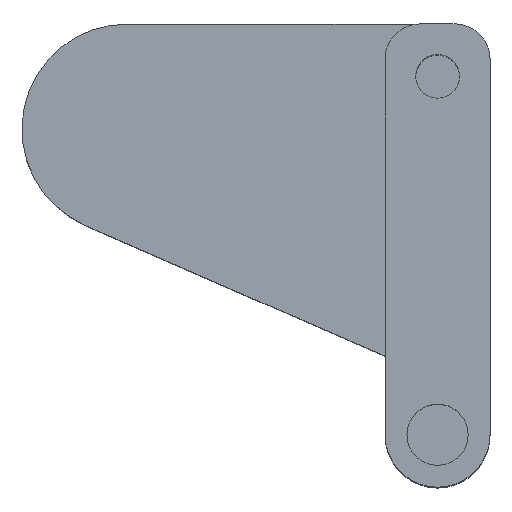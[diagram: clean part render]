
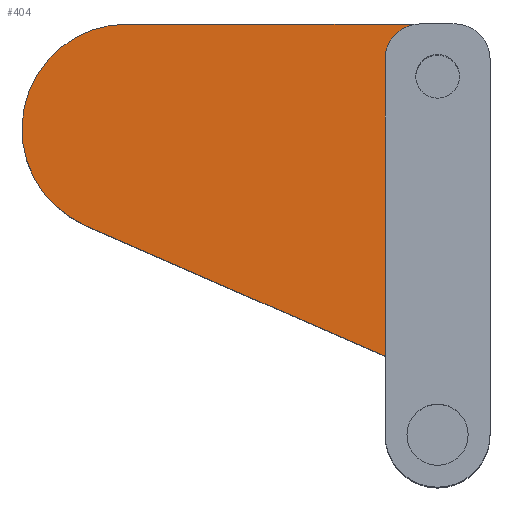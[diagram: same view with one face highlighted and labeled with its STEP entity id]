
A CAD part, top view. The second image highlights one B-rep face of the part: STEP entity #404.
In plain terms, the highlighted planar face has unit normal (0, 0, 1).
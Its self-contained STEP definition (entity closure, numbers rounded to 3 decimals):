
#22=PLANE('',#450);
#48=FACE_OUTER_BOUND('',#73,.T.);
#73=EDGE_LOOP('',(#307,#308,#309,#310,#311));
#101=LINE('',#641,#139);
#104=LINE('',#647,#142);
#105=LINE('',#650,#143);
#139=VECTOR('',#516,10.);
#142=VECTOR('',#521,10.);
#143=VECTOR('',#524,10.);
#176=CIRCLE('',#447,6.);
#178=CIRCLE('',#451,2.);
#198=VERTEX_POINT('',#631);
#199=VERTEX_POINT('',#632);
#202=VERTEX_POINT('',#640);
#204=VERTEX_POINT('',#646);
#205=VERTEX_POINT('',#648);
#237=EDGE_CURVE('',#198,#199,#176,.T.);
#241=EDGE_CURVE('',#202,#199,#101,.T.);
#244=EDGE_CURVE('',#204,#202,#104,.T.);
#245=EDGE_CURVE('',#205,#204,#178,.T.);
#246=EDGE_CURVE('',#205,#198,#105,.T.);
#307=ORIENTED_EDGE('',*,*,#244,.F.);
#308=ORIENTED_EDGE('',*,*,#245,.F.);
#309=ORIENTED_EDGE('',*,*,#246,.T.);
#310=ORIENTED_EDGE('',*,*,#237,.T.);
#311=ORIENTED_EDGE('',*,*,#241,.F.);
#404=ADVANCED_FACE('',(#48),#22,.T.);
#447=AXIS2_PLACEMENT_3D('',#633,#508,#509);
#450=AXIS2_PLACEMENT_3D('',#645,#519,#520);
#451=AXIS2_PLACEMENT_3D('',#649,#522,#523);
#508=DIRECTION('center_axis',(0.,0.,
1.));
#509=DIRECTION('ref_axis',(1.,0.,0.));
#516=DIRECTION('',(-0.916,0.4,0.));
#519=DIRECTION('center_axis',(0.,0.,
1.));
#520=DIRECTION('ref_axis',(1.,0.,0.));
#521=DIRECTION('',(0.,-1.,0.));
#522=DIRECTION('center_axis',(0.,0.,
1.));
#523=DIRECTION('ref_axis',(-0.707,0.707,0.));
#524=DIRECTION('',(-1.,0.,0.));
#631=CARTESIAN_POINT('',(37.127,128.,6.));
#632=CARTESIAN_POINT('',(34.725,116.502,6.));
#633=CARTESIAN_POINT('Origin',(37.127,122.,6.));
#640=CARTESIAN_POINT('',(51.9,109.,6.));
#641=CARTESIAN_POINT('',(51.9,109.,6.));
#645=CARTESIAN_POINT('Origin',(42.513,118.5,6.));
#646=CARTESIAN_POINT('',(51.9,126.,6.));
#647=CARTESIAN_POINT('',(51.9,123.25,6.));
#648=CARTESIAN_POINT('',(53.9,128.,6.));
#649=CARTESIAN_POINT('Origin',(53.9,126.,6.));
#650=CARTESIAN_POINT('',(53.9,128.,6.));
